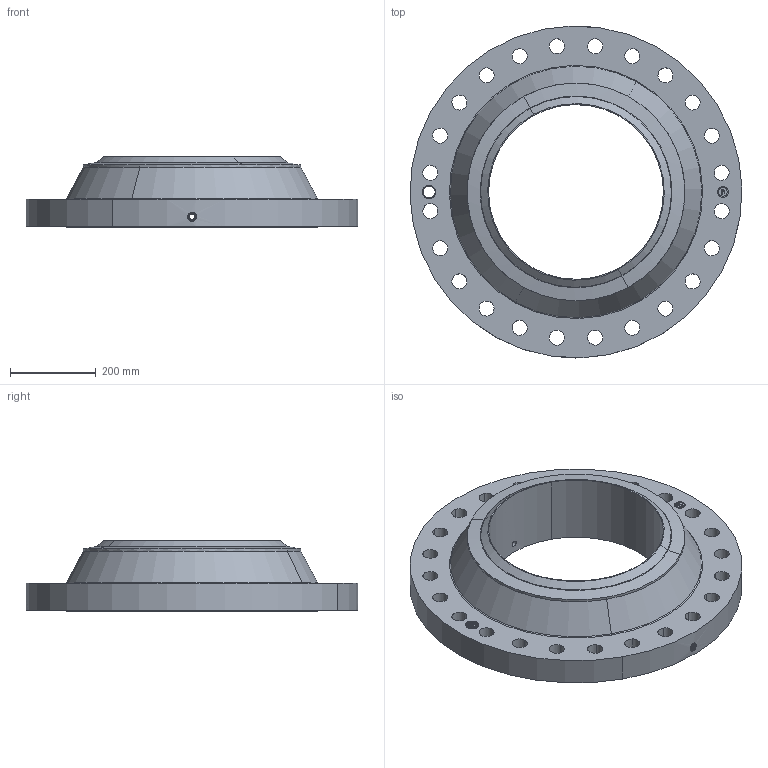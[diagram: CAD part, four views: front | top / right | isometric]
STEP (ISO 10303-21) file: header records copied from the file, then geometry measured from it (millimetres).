
FILE_DESCRIPTION(('3D STEP'),'2;1');
FILE_NAME('20-300-RF-WELD-NECK-160-ORIF-FLANGE.stp','2013-10-20T18:23:40+00:00',('Texas Flange'),(''),'CATIA Version 5 Release 20 SP 6 (IN-10)','CATIA V5 STEP AP214','800-826-3801');
FILE_SCHEMA(('AUTOMOTIVE_DESIGN { 1 0 10303 214 1 1 1 1 }'));
Length unit declared in the file: inch
Products named in the file (1): 20-300-RF-WELD-NECK-160-ORIF-FLANGE
Bounding box: 774.48 x 774.7 x 163.58 mm (x, y, z)
Volume: 28939384.3 mm3; surface area: 1285489.4 mm2
Topology: 1 solids, 1 shells, 822 faces, 2237 edges, 1436 vertices
Faces by surface type: plane 369, bspline 262, cylinder 131, cone 52, torus 4, revolution 4
Entity records: 34327 total; most frequent: CARTESIAN_POINT 13959, ORIENTED_EDGE 4474, EDGE_CURVE 2237, DIRECTION 2217, VERTEX_POINT 1436, VECTOR 1222, LINE 1222, EDGE_LOOP 897
